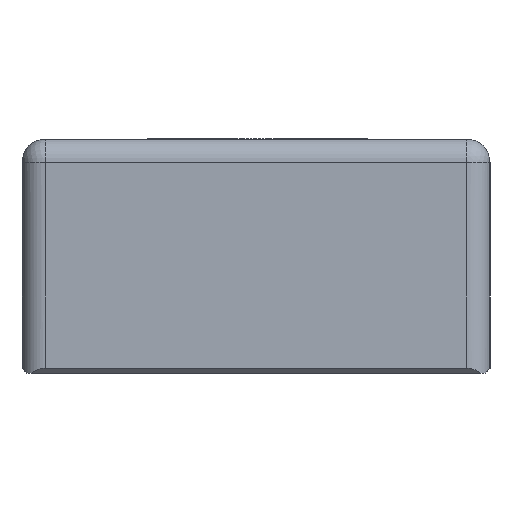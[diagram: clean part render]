
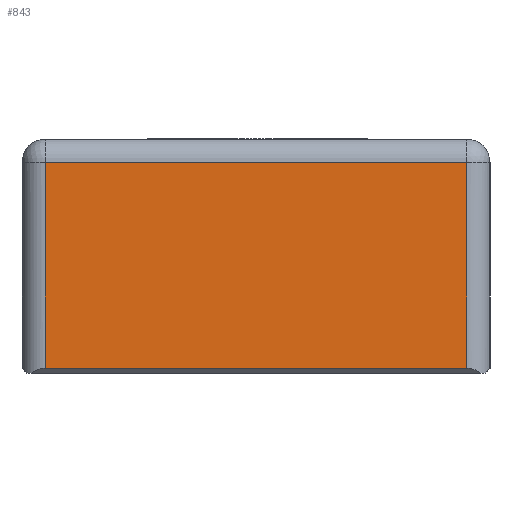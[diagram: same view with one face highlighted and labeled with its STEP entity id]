
A CAD part, left-side view. The second image highlights one B-rep face of the part: STEP entity #843.
In plain terms, the highlighted planar face has unit normal (-1, 0, 0).
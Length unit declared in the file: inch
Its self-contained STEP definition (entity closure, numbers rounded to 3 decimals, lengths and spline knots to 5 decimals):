
#34=PLANE('',#959);
#156=FACE_OUTER_BOUND('',#211,.T.);
#211=EDGE_LOOP('',(#732,#733,#734,#735));
#281=LINE('',#2076,#323);
#282=LINE('',#2084,#324);
#283=LINE('',#2092,#325);
#284=LINE('',#2093,#326);
#323=VECTOR('',#1176,0.3937);
#324=VECTOR('',#1189,0.3937);
#325=VECTOR('',#1198,0.3937);
#326=VECTOR('',#1199,0.3937);
#395=VERTEX_POINT('',#2073);
#396=VERTEX_POINT('',#2075);
#397=VERTEX_POINT('',#2083);
#400=VERTEX_POINT('',#2091);
#510=EDGE_CURVE('',#395,#396,#281,.T.);
#514=EDGE_CURVE('',#396,#397,#282,.T.);
#518=EDGE_CURVE('',#400,#395,#283,.T.);
#519=EDGE_CURVE('',#397,#400,#284,.T.);
#732=ORIENTED_EDGE('',*,*,#510,.F.);
#733=ORIENTED_EDGE('',*,*,#518,.F.);
#734=ORIENTED_EDGE('',*,*,#519,.F.);
#735=ORIENTED_EDGE('',*,*,#514,.F.);
#843=ADVANCED_FACE('',(#156),#34,.F.);
#959=AXIS2_PLACEMENT_3D('',#2090,#1196,#1197);
#1176=DIRECTION('',(0.,-1.,0.));
#1189=DIRECTION('',(0.,0.,-1.));
#1196=DIRECTION('center_axis',(1.,0.,0.));
#1197=DIRECTION('ref_axis',(0.,0.,-1.));
#1198=DIRECTION('',(0.,0.,1.));
#1199=DIRECTION('',(0.,1.,0.));
#2073=CARTESIAN_POINT('',(0.,0.95,0.45));
#2075=CARTESIAN_POINT('',(0.,0.05,0.45));
#2076=CARTESIAN_POINT('',(0.,0.5,0.45));
#2083=CARTESIAN_POINT('',(0.,0.05,0.01));
#2084=CARTESIAN_POINT('',(0.,0.05,0.25));
#2090=CARTESIAN_POINT('Origin',(0.,0.5,0.25));
#2091=CARTESIAN_POINT('',(0.,0.95,0.01));
#2092=CARTESIAN_POINT('',(0.,0.95,0.25));
#2093=CARTESIAN_POINT('',(0.,0.5,0.01));
